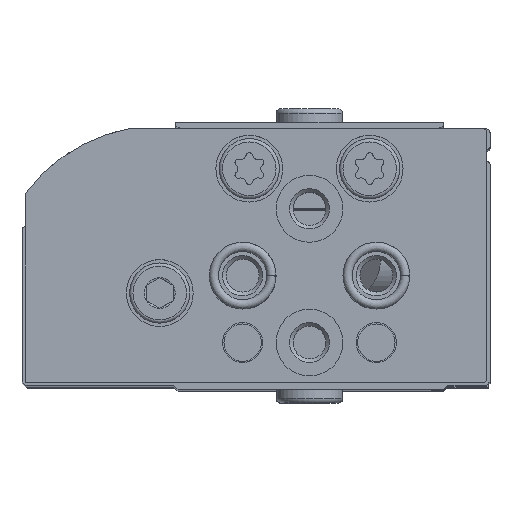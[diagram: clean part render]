
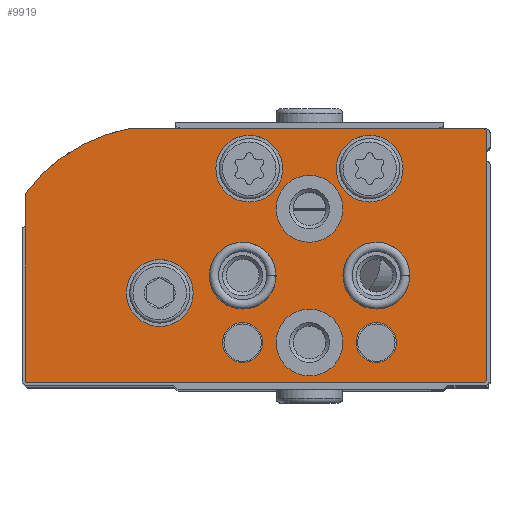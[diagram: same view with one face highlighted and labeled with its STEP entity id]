
A CAD part, top view. The second image highlights one B-rep face of the part: STEP entity #9919.
In plain terms, the highlighted face is planar.
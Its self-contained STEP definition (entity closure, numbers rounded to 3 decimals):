
#1062=LINE('',#17192,#1825);
#1066=LINE('',#17202,#1829);
#1068=LINE('',#17206,#1831);
#1071=LINE('',#17214,#1834);
#1825=VECTOR('',#13872,1000.);
#1829=VECTOR('',#13882,1000.);
#1831=VECTOR('',#13886,1000.);
#1834=VECTOR('',#13895,1000.);
#3901=ORIENTED_EDGE('',*,*,#5671,.T.);
#3902=ORIENTED_EDGE('',*,*,#5672,.T.);
#3903=ORIENTED_EDGE('',*,*,#5673,.T.);
#3904=ORIENTED_EDGE('',*,*,#5674,.T.);
#3905=ORIENTED_EDGE('',*,*,#5675,.T.);
#3906=ORIENTED_EDGE('',*,*,#5676,.T.);
#3907=ORIENTED_EDGE('',*,*,#5677,.T.);
#3908=ORIENTED_EDGE('',*,*,#5678,.T.);
#3909=ORIENTED_EDGE('',*,*,#5679,.T.);
#3910=ORIENTED_EDGE('',*,*,#5656,.F.);
#3911=ORIENTED_EDGE('',*,*,#5670,.F.);
#3912=ORIENTED_EDGE('',*,*,#5667,.F.);
#3913=ORIENTED_EDGE('',*,*,#5665,.F.);
#3914=ORIENTED_EDGE('',*,*,#5663,.F.);
#3915=ORIENTED_EDGE('',*,*,#5661,.F.);
#3916=ORIENTED_EDGE('',*,*,#5659,.F.);
#5656=EDGE_CURVE('',#6735,#6736,#1062,.T.);
#5659=EDGE_CURVE('',#6736,#6737,#7285,.T.);
#5661=EDGE_CURVE('',#6737,#6738,#1066,.T.);
#5663=EDGE_CURVE('',#6738,#6739,#1068,.T.);
#5665=EDGE_CURVE('',#6739,#6740,#7286,.T.);
#5667=EDGE_CURVE('',#6740,#6741,#1071,.T.);
#5670=EDGE_CURVE('',#6741,#6735,#7287,.T.);
#5671=EDGE_CURVE('',#6742,#6742,#7288,.T.);
#5672=EDGE_CURVE('',#6743,#6743,#7289,.T.);
#5673=EDGE_CURVE('',#6744,#6744,#7290,.T.);
#5674=EDGE_CURVE('',#6745,#6745,#7291,.T.);
#5675=EDGE_CURVE('',#6746,#6746,#7292,.T.);
#5676=EDGE_CURVE('',#6747,#6747,#7293,.T.);
#5677=EDGE_CURVE('',#6748,#6748,#7294,.T.);
#5678=EDGE_CURVE('',#6749,#6749,#7295,.T.);
#5679=EDGE_CURVE('',#6750,#6750,#7296,.T.);
#6735=VERTEX_POINT('',#17193);
#6736=VERTEX_POINT('',#17194);
#6737=VERTEX_POINT('',#17199);
#6738=VERTEX_POINT('',#17203);
#6739=VERTEX_POINT('',#17207);
#6740=VERTEX_POINT('',#17211);
#6741=VERTEX_POINT('',#17215);
#6742=VERTEX_POINT('',#17222);
#6743=VERTEX_POINT('',#17224);
#6744=VERTEX_POINT('',#17226);
#6745=VERTEX_POINT('',#17228);
#6746=VERTEX_POINT('',#17230);
#6747=VERTEX_POINT('',#17232);
#6748=VERTEX_POINT('',#17234);
#6749=VERTEX_POINT('',#17236);
#6750=VERTEX_POINT('',#17238);
#7285=CIRCLE('',#11390,0.3);
#7286=CIRCLE('',#11394,12.5);
#7287=CIRCLE('',#11397,0.3);
#7288=CIRCLE('',#11399,2.5);
#7289=CIRCLE('',#11400,1.5);
#7290=CIRCLE('',#11401,2.5);
#7291=CIRCLE('',#11402,1.5);
#7292=CIRCLE('',#11403,2.5);
#7293=CIRCLE('',#11404,2.5);
#7294=CIRCLE('',#11405,2.5);
#7295=CIRCLE('',#11406,2.5);
#7296=CIRCLE('',#11407,2.5);
#8021=EDGE_LOOP('',(#3901));
#8022=EDGE_LOOP('',(#3902));
#8023=EDGE_LOOP('',(#3903));
#8024=EDGE_LOOP('',(#3904));
#8025=EDGE_LOOP('',(#3905));
#8026=EDGE_LOOP('',(#3906));
#8027=EDGE_LOOP('',(#3907));
#8028=EDGE_LOOP('',(#3908));
#8029=EDGE_LOOP('',(#3909));
#8030=EDGE_LOOP('',(#3910,#3911,#3912,#3913,#3914,#3915,#3916));
#8893=FACE_BOUND('',#8021,.T.);
#8894=FACE_BOUND('',#8022,.T.);
#8895=FACE_BOUND('',#8023,.T.);
#8896=FACE_BOUND('',#8024,.T.);
#8897=FACE_BOUND('',#8025,.T.);
#8898=FACE_BOUND('',#8026,.T.);
#8899=FACE_BOUND('',#8027,.T.);
#8900=FACE_BOUND('',#8028,.T.);
#8901=FACE_BOUND('',#8029,.T.);
#8902=FACE_BOUND('',#8030,.T.);
#9433=PLANE('',#11398);
#9919=ADVANCED_FACE('',(#8893,#8894,#8895,#8896,#8897,#8898,#8899,#8900,
#8901,#8902),#9433,.F.);
#11390=AXIS2_PLACEMENT_3D('',#17198,#13877,#13878);
#11394=AXIS2_PLACEMENT_3D('',#17210,#13890,#13891);
#11397=AXIS2_PLACEMENT_3D('',#17219,#13900,#13901);
#11398=AXIS2_PLACEMENT_3D('',#17220,#13902,#13903);
#11399=AXIS2_PLACEMENT_3D('',#17221,#13904,#13905);
#11400=AXIS2_PLACEMENT_3D('',#17223,#13906,#13907);
#11401=AXIS2_PLACEMENT_3D('',#17225,#13908,#13909);
#11402=AXIS2_PLACEMENT_3D('',#17227,#13910,#13911);
#11403=AXIS2_PLACEMENT_3D('',#17229,#13912,#13913);
#11404=AXIS2_PLACEMENT_3D('',#17231,#13914,#13915);
#11405=AXIS2_PLACEMENT_3D('',#17233,#13916,#13917);
#11406=AXIS2_PLACEMENT_3D('',#17235,#13918,#13919);
#11407=AXIS2_PLACEMENT_3D('',#17237,#13920,#13921);
#13872=DIRECTION('',(0.,-1.,0.));
#13877=DIRECTION('',(0.,0.,1.));
#13878=DIRECTION('',(1.,0.,0.));
#13882=DIRECTION('',(1.,0.,0.));
#13886=DIRECTION('',(0.,1.,0.));
#13890=DIRECTION('',(0.,0.,1.));
#13891=DIRECTION('',(1.,0.,0.));
#13895=DIRECTION('',(-1.,0.,0.));
#13900=DIRECTION('',(0.,0.,1.));
#13901=DIRECTION('',(1.,0.,0.));
#13902=DIRECTION('',(0.,0.,1.));
#13903=DIRECTION('',(1.,0.,0.));
#13904=DIRECTION('',(0.,0.,1.));
#13905=DIRECTION('',(1.,0.,0.));
#13906=DIRECTION('',(0.,0.,1.));
#13907=DIRECTION('',(1.,0.,0.));
#13908=DIRECTION('',(0.,0.,1.));
#13909=DIRECTION('',(1.,0.,0.));
#13910=DIRECTION('',(0.,0.,1.));
#13911=DIRECTION('',(1.,0.,0.));
#13912=DIRECTION('',(0.,0.,1.));
#13913=DIRECTION('',(1.,0.,0.));
#13914=DIRECTION('',(0.,0.,1.));
#13915=DIRECTION('',(1.,0.,0.));
#13916=DIRECTION('',(0.,0.,1.));
#13917=DIRECTION('',(1.,0.,0.));
#13918=DIRECTION('',(0.,0.,1.));
#13919=DIRECTION('',(1.,0.,0.));
#13920=DIRECTION('',(0.,0.,1.));
#13921=DIRECTION('',(1.,0.,0.));
#17192=CARTESIAN_POINT('',(0.,18.7,0.));
#17193=CARTESIAN_POINT('',(0.,18.7,0.));
#17194=CARTESIAN_POINT('',(0.,0.3,0.));
#17198=CARTESIAN_POINT('',(0.3,0.3,0.));
#17199=CARTESIAN_POINT('',(0.3,0.,0.));
#17202=CARTESIAN_POINT('',(0.3,0.,0.));
#17203=CARTESIAN_POINT('',(34.5,0.,0.));
#17206=CARTESIAN_POINT('',(34.5,0.,0.));
#17207=CARTESIAN_POINT('',(34.5,14.133,0.));
#17210=CARTESIAN_POINT('',(24.45,6.7,0.));
#17211=CARTESIAN_POINT('',(26.677,19.,0.));
#17214=CARTESIAN_POINT('',(26.677,19.,0.));
#17215=CARTESIAN_POINT('',(0.3,19.,0.));
#17219=CARTESIAN_POINT('',(0.3,18.7,0.));
#17220=CARTESIAN_POINT('',(0.3,0.3,0.));
#17221=CARTESIAN_POINT('',(24.45,6.7,0.));
#17222=CARTESIAN_POINT('',(26.95,6.7,0.));
#17223=CARTESIAN_POINT('',(8.25,3.,0.));
#17224=CARTESIAN_POINT('',(9.75,3.,0.));
#17225=CARTESIAN_POINT('',(13.25,3.,0.));
#17226=CARTESIAN_POINT('',(15.75,3.,0.));
#17227=CARTESIAN_POINT('',(18.25,3.,0.));
#17228=CARTESIAN_POINT('',(19.75,3.,0.));
#17229=CARTESIAN_POINT('',(18.25,8.,0.));
#17230=CARTESIAN_POINT('',(20.75,8.,0.));
#17231=CARTESIAN_POINT('',(8.25,8.,0.));
#17232=CARTESIAN_POINT('',(10.75,8.,0.));
#17233=CARTESIAN_POINT('',(13.25,13.,0.));
#17234=CARTESIAN_POINT('',(15.75,13.,0.));
#17235=CARTESIAN_POINT('',(8.75,16.,0.));
#17236=CARTESIAN_POINT('',(11.25,16.,0.));
#17237=CARTESIAN_POINT('',(17.75,16.,0.));
#17238=CARTESIAN_POINT('',(20.25,16.,0.));
